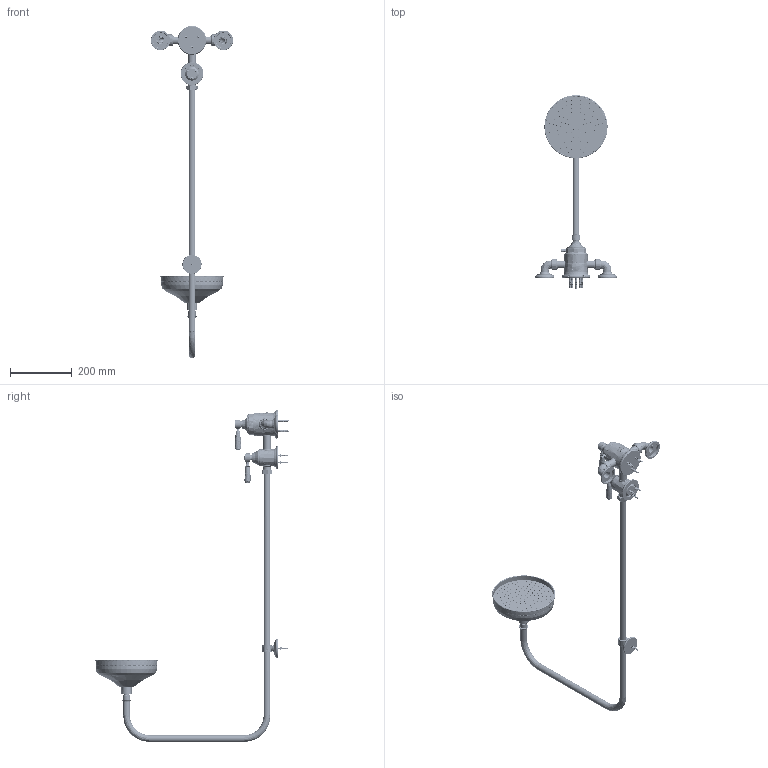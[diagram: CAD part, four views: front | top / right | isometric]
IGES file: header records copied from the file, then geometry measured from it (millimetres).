
Global section: file name: V2K7A-CC MM WW GBC; native system: Autodesk Inventor 2018; preprocessor: unknown; author: aduggalther; date: 20180305.121228; units: millimetre
Bounding box: 265.98 x 627.09 x 1073.31 mm (x, y, z)
Volume: 2257114 mm3; surface area: 645387.2 mm2
Topology: 115 solids, 119 shells, 5287 faces, 14581 edges, 9861 vertices
Faces by surface type: bspline 5287
